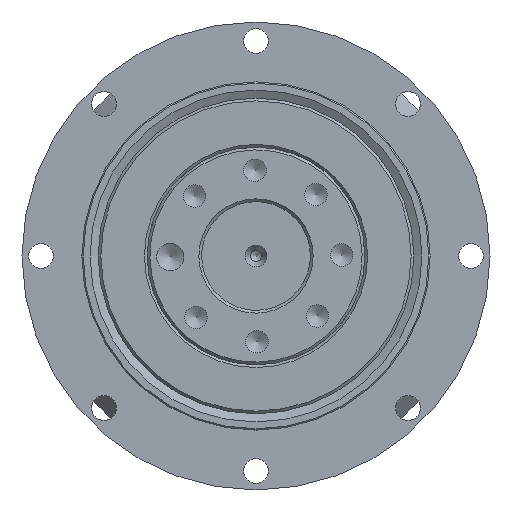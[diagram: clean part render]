
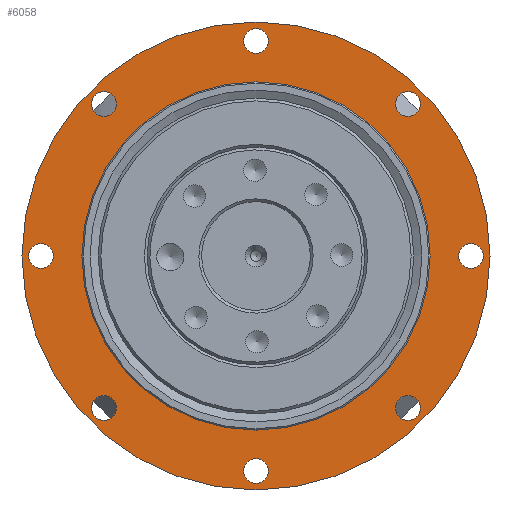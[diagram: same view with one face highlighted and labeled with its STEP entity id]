
A CAD part, left-side view. The second image highlights one B-rep face of the part: STEP entity #6058.
In plain terms, the highlighted planar face has unit normal (-1, 0, 0).
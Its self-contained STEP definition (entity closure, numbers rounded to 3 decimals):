
#977=PLANE('',#6752);
#1188=FACE_BOUND('',#2067,.T.);
#1189=FACE_BOUND('',#2068,.T.);
#1190=FACE_BOUND('',#2069,.T.);
#1191=FACE_BOUND('',#2070,.T.);
#1192=FACE_BOUND('',#2071,.T.);
#1193=FACE_BOUND('',#2072,.T.);
#1194=FACE_BOUND('',#2073,.T.);
#1195=FACE_BOUND('',#2074,.T.);
#1196=FACE_BOUND('',#2075,.T.);
#1525=FACE_OUTER_BOUND('',#2066,.T.);
#2066=EDGE_LOOP('',(#4870));
#2067=EDGE_LOOP('',(#4871));
#2068=EDGE_LOOP('',(#4872));
#2069=EDGE_LOOP('',(#4873));
#2070=EDGE_LOOP('',(#4874));
#2071=EDGE_LOOP('',(#4875));
#2072=EDGE_LOOP('',(#4876));
#2073=EDGE_LOOP('',(#4877));
#2074=EDGE_LOOP('',(#4878));
#2075=EDGE_LOOP('',(#4879));
#2476=CIRCLE('',#6719,2.25);
#2478=CIRCLE('',#6722,2.25);
#2480=CIRCLE('',#6725,2.25);
#2482=CIRCLE('',#6728,2.25);
#2484=CIRCLE('',#6731,2.25);
#2486=CIRCLE('',#6734,2.25);
#2488=CIRCLE('',#6737,2.25);
#2490=CIRCLE('',#6740,2.25);
#2496=CIRCLE('',#6751,32.);
#2497=CIRCLE('',#6753,43.);
#2938=VERTEX_POINT('',#10206);
#2940=VERTEX_POINT('',#10211);
#2942=VERTEX_POINT('',#10216);
#2944=VERTEX_POINT('',#10221);
#2946=VERTEX_POINT('',#10226);
#2948=VERTEX_POINT('',#10231);
#2950=VERTEX_POINT('',#10236);
#2952=VERTEX_POINT('',#10241);
#2958=VERTEX_POINT('',#10258);
#2959=VERTEX_POINT('',#10261);
#3618=EDGE_CURVE('',#2938,#2938,#2476,.T.);
#3620=EDGE_CURVE('',#2940,#2940,#2478,.T.);
#3622=EDGE_CURVE('',#2942,#2942,#2480,.T.);
#3624=EDGE_CURVE('',#2944,#2944,#2482,.T.);
#3626=EDGE_CURVE('',#2946,#2946,#2484,.T.);
#3628=EDGE_CURVE('',#2948,#2948,#2486,.T.);
#3630=EDGE_CURVE('',#2950,#2950,#2488,.T.);
#3632=EDGE_CURVE('',#2952,#2952,#2490,.T.);
#3638=EDGE_CURVE('',#2958,#2958,#2496,.T.);
#3639=EDGE_CURVE('',#2959,#2959,#2497,.T.);
#4870=ORIENTED_EDGE('',*,*,#3639,.F.);
#4871=ORIENTED_EDGE('',*,*,#3618,.T.);
#4872=ORIENTED_EDGE('',*,*,#3620,.T.);
#4873=ORIENTED_EDGE('',*,*,#3622,.T.);
#4874=ORIENTED_EDGE('',*,*,#3624,.T.);
#4875=ORIENTED_EDGE('',*,*,#3626,.T.);
#4876=ORIENTED_EDGE('',*,*,#3628,.T.);
#4877=ORIENTED_EDGE('',*,*,#3630,.T.);
#4878=ORIENTED_EDGE('',*,*,#3632,.T.);
#4879=ORIENTED_EDGE('',*,*,#3638,.T.);
#6058=ADVANCED_FACE('',(#1525,#1188,#1189,#1190,#1191,#1192,#1193,#1194,
#1195,#1196),#977,.T.);
#6719=AXIS2_PLACEMENT_3D('',#10207,#8174,#8175);
#6722=AXIS2_PLACEMENT_3D('',#10212,#8180,#8181);
#6725=AXIS2_PLACEMENT_3D('',#10217,#8186,#8187);
#6728=AXIS2_PLACEMENT_3D('',#10222,#8192,#8193);
#6731=AXIS2_PLACEMENT_3D('',#10227,#8198,#8199);
#6734=AXIS2_PLACEMENT_3D('',#10232,#8204,#8205);
#6737=AXIS2_PLACEMENT_3D('',#10237,#8210,#8211);
#6740=AXIS2_PLACEMENT_3D('',#10242,#8216,#8217);
#6751=AXIS2_PLACEMENT_3D('',#10259,#8238,#8239);
#6752=AXIS2_PLACEMENT_3D('',#10260,#8240,#8241);
#6753=AXIS2_PLACEMENT_3D('',#10262,#8242,#8243);
#8174=DIRECTION('center_axis',(1.,0.,0.));
#8175=DIRECTION('ref_axis',(0.,-0.707,-0.707));
#8180=DIRECTION('center_axis',(1.,0.,0.));
#8181=DIRECTION('ref_axis',(0.,-1.,0.));
#8186=DIRECTION('center_axis',(1.,0.,0.));
#8187=DIRECTION('ref_axis',(0.,-0.707,0.707));
#8192=DIRECTION('center_axis',(1.,0.,0.));
#8193=DIRECTION('ref_axis',(0.,0.,
1.));
#8198=DIRECTION('center_axis',(1.,0.,0.));
#8199=DIRECTION('ref_axis',(0.,0.707,0.707));
#8204=DIRECTION('center_axis',(1.,0.,0.));
#8205=DIRECTION('ref_axis',(0.,1.,0.));
#8210=DIRECTION('center_axis',(1.,0.,0.));
#8211=DIRECTION('ref_axis',(0.,0.707,-0.707));
#8216=DIRECTION('center_axis',(1.,0.,0.));
#8217=DIRECTION('ref_axis',(0.,0.,-1.));
#8238=DIRECTION('center_axis',(1.,0.,0.));
#8239=DIRECTION('ref_axis',(0.,0.,-1.));
#8240=DIRECTION('center_axis',(-1.,0.,0.));
#8241=DIRECTION('ref_axis',(0.,0.,
1.));
#8242=DIRECTION('center_axis',(1.,0.,0.));
#8243=DIRECTION('ref_axis',(0.,0.,-1.));
#10206=CARTESIAN_POINT('',(-33.008,-15.059,-7.482));
#10207=CARTESIAN_POINT('Origin',(-33.008,-16.65,-9.073));
#10211=CARTESIAN_POINT('',(-33.008,-42.331,-20.642));
#10212=CARTESIAN_POINT('Origin',(-33.008,-44.581,-20.642));
#10216=CARTESIAN_POINT('',(-33.008,-70.921,-10.663));
#10217=CARTESIAN_POINT('Origin',(-33.008,-72.512,-9.073));
#10221=CARTESIAN_POINT('',(-33.008,-84.081,16.608));
#10222=CARTESIAN_POINT('Origin',(-33.008,-84.081,18.858));
#10226=CARTESIAN_POINT('',(-33.008,-74.103,45.198));
#10227=CARTESIAN_POINT('Origin',(-33.008,-72.512,46.789));
#10231=CARTESIAN_POINT('',(-33.008,-46.831,58.358));
#10232=CARTESIAN_POINT('Origin',(-33.008,-44.581,58.358));
#10236=CARTESIAN_POINT('',(-33.008,-18.241,48.38));
#10237=CARTESIAN_POINT('Origin',(-33.008,-16.65,46.789));
#10241=CARTESIAN_POINT('',(-33.008,-5.081,21.108));
#10242=CARTESIAN_POINT('Origin',(-33.008,-5.081,18.858));
#10258=CARTESIAN_POINT('',(-33.008,-12.581,18.858));
#10259=CARTESIAN_POINT('Origin',(-33.008,-44.581,18.858));
#10260=CARTESIAN_POINT('Origin',(-33.008,-1.581,18.858));
#10261=CARTESIAN_POINT('',(-33.008,-1.581,18.858));
#10262=CARTESIAN_POINT('Origin',(-33.008,-44.581,18.858));
